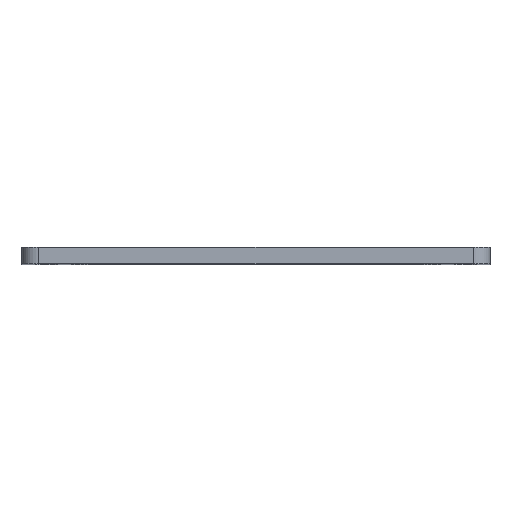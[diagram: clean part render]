
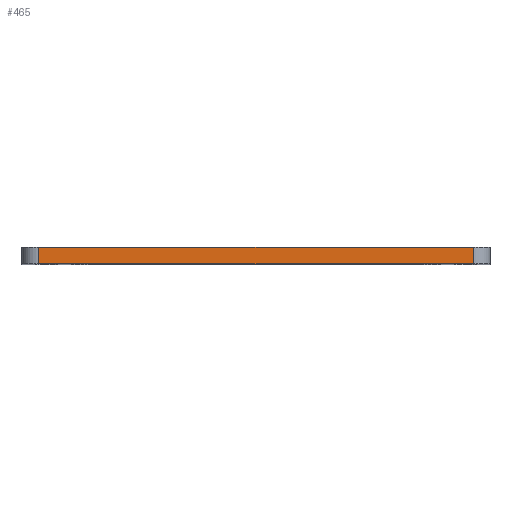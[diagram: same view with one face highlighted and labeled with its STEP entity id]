
A CAD part, top view. The second image highlights one B-rep face of the part: STEP entity #465.
In plain terms, the highlighted planar face has unit normal (0, 0, 1).
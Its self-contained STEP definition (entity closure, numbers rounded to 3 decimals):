
#2 = VECTOR ( 'NONE', #811, 1000. ) ;
#31 = DIRECTION ( 'NONE',  ( 1., 0., 0. ) ) ;
#49 = AXIS2_PLACEMENT_3D ( 'NONE', #100, #583, #419 ) ;
#94 = LINE ( 'NONE', #749, #697 ) ;
#95 = PLANE ( 'NONE',  #49 ) ;
#100 = CARTESIAN_POINT ( 'NONE',  ( 0., 2., 28.355 ) ) ;
#177 = CARTESIAN_POINT ( 'NONE',  ( 26.355, 0., 28.355 ) ) ;
#185 = FACE_OUTER_BOUND ( 'NONE', #553, .T. ) ;
#230 = EDGE_CURVE ( 'NONE', #1007, #714, #507, .T. ) ;
#330 = CARTESIAN_POINT ( 'NONE',  ( -26.355, 0., 28.355 ) ) ;
#350 = VECTOR ( 'NONE', #706, 1000. ) ;
#362 = LINE ( 'NONE', #1020, #350 ) ;
#398 = CARTESIAN_POINT ( 'NONE',  ( 26.355, 2., 28.355 ) ) ;
#412 = CARTESIAN_POINT ( 'NONE',  ( -26.355, 0., 28.355 ) ) ;
#419 = DIRECTION ( 'NONE',  ( -1., 0., 0. ) ) ;
#435 = CARTESIAN_POINT ( 'NONE',  ( 0., 0., 28.355 ) ) ;
#446 = DIRECTION ( 'NONE',  ( 1., 0., 0. ) ) ;
#465 = ADVANCED_FACE ( 'NONE', ( #185 ), #95, .F. ) ;
#481 = CARTESIAN_POINT ( 'NONE',  ( -26.355, 2., 28.355 ) ) ;
#490 = LINE ( 'NONE', #330, #2 ) ;
#507 = LINE ( 'NONE', #435, #558 ) ;
#553 = EDGE_LOOP ( 'NONE', ( #1051, #561, #620, #894 ) ) ;
#558 = VECTOR ( 'NONE', #446, 1000. ) ;
#561 = ORIENTED_EDGE ( 'NONE', *, *, #745, .T. ) ;
#583 = DIRECTION ( 'NONE',  ( 0., 0., -1. ) ) ;
#620 = ORIENTED_EDGE ( 'NONE', *, *, #230, .T. ) ;
#697 = VECTOR ( 'NONE', #31, 1000. ) ;
#706 = DIRECTION ( 'NONE',  ( 0., 1., 0. ) ) ;
#714 = VERTEX_POINT ( 'NONE', #177 ) ;
#745 = EDGE_CURVE ( 'NONE', #756, #1007, #490, .T. ) ;
#749 = CARTESIAN_POINT ( 'NONE',  ( 0., 2., 28.355 ) ) ;
#756 = VERTEX_POINT ( 'NONE', #481 ) ;
#800 = VERTEX_POINT ( 'NONE', #398 ) ;
#811 = DIRECTION ( 'NONE',  ( 0., -1., 0. ) ) ;
#894 = ORIENTED_EDGE ( 'NONE', *, *, #940, .T. ) ;
#940 = EDGE_CURVE ( 'NONE', #714, #800, #362, .T. ) ;
#956 = EDGE_CURVE ( 'NONE', #756, #800, #94, .T. ) ;
#1007 = VERTEX_POINT ( 'NONE', #412 ) ;
#1020 = CARTESIAN_POINT ( 'NONE',  ( 26.355, 2., 28.355 ) ) ;
#1051 = ORIENTED_EDGE ( 'NONE', *, *, #956, .F. ) ;
